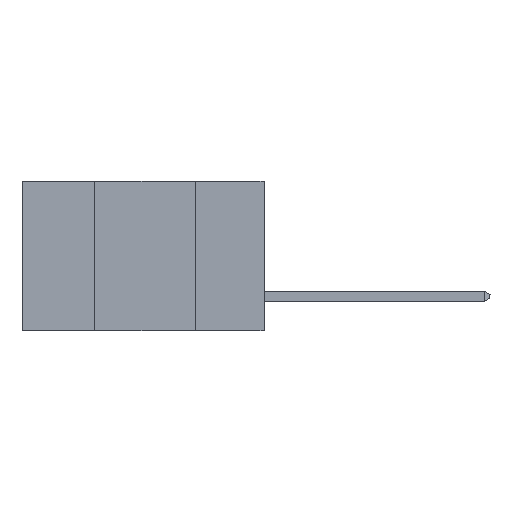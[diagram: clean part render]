
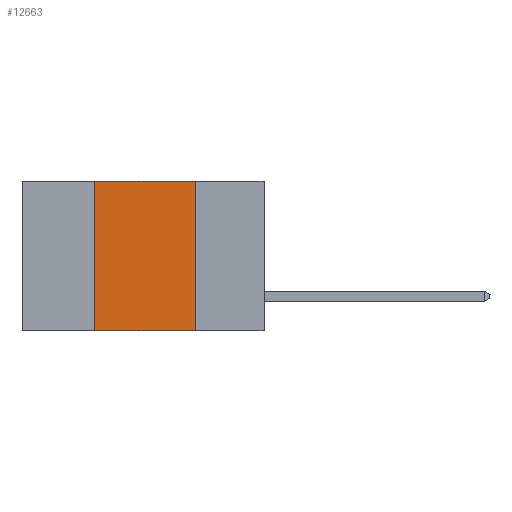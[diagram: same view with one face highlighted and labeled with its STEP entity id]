
A CAD part, left-side view. The second image highlights one B-rep face of the part: STEP entity #12663.
In plain terms, the highlighted planar face has unit normal (-1, 0, 0).
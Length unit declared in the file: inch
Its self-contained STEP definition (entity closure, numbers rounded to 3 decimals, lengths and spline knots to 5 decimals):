
#816 = LINE ( 'NONE', #20476, #3023 ) ;
#1507 = DIRECTION ( 'NONE',  ( 0., 0., -1. ) ) ;
#1832 = CARTESIAN_POINT ( 'NONE',  ( 0., 0.42, -0.37 ) ) ;
#2063 = VERTEX_POINT ( 'NONE', #1832 ) ;
#2494 = VECTOR ( 'NONE', #11168, 39.37008 ) ;
#3023 = VECTOR ( 'NONE', #10301, 39.37008 ) ;
#3132 = CARTESIAN_POINT ( 'NONE',  ( 0., 0.6, 0. ) ) ;
#4030 = DIRECTION ( 'NONE',  ( 0., 0., 1. ) ) ;
#4444 = CARTESIAN_POINT ( 'NONE',  ( 0., 0.17, -0.37 ) ) ;
#4553 = LINE ( 'NONE', #4444, #14032 ) ;
#4660 = ORIENTED_EDGE ( 'NONE', *, *, #15383, .T. ) ;
#4843 = DIRECTION ( 'NONE',  ( 1., 0., 0. ) ) ;
#7638 = CARTESIAN_POINT ( 'NONE',  ( 0., 0.17, 0. ) ) ;
#7656 = VERTEX_POINT ( 'NONE', #16269 ) ;
#8029 = ORIENTED_EDGE ( 'NONE', *, *, #10240, .F. ) ;
#9200 = EDGE_CURVE ( 'NONE', #2063, #7656, #12206, .T. ) ;
#9878 = LINE ( 'NONE', #13106, #2494 ) ;
#10240 = EDGE_CURVE ( 'NONE', #7656, #17971, #816, .T. ) ;
#10301 = DIRECTION ( 'NONE',  ( 0., -1., 0. ) ) ;
#10527 = ORIENTED_EDGE ( 'NONE', *, *, #9200, .F. ) ;
#10946 = EDGE_CURVE ( 'NONE', #17971, #13401, #4553, .T. ) ;
#11168 = DIRECTION ( 'NONE',  ( 0., -1., 0. ) ) ;
#11199 = PLANE ( 'NONE',  #12711 ) ;
#11299 = VECTOR ( 'NONE', #4030, 39.37008 ) ;
#12206 = LINE ( 'NONE', #18748, #11299 ) ;
#12663 = ADVANCED_FACE ( 'NONE', ( #16239 ), #11199, .F. ) ;
#12711 = AXIS2_PLACEMENT_3D ( 'NONE', #3132, #4843, #1507 ) ;
#13106 = CARTESIAN_POINT ( 'NONE',  ( 0., 0.6, -0.37 ) ) ;
#13401 = VERTEX_POINT ( 'NONE', #18954 ) ;
#14032 = VECTOR ( 'NONE', #17647, 39.37008 ) ;
#14974 = ORIENTED_EDGE ( 'NONE', *, *, #10946, .F. ) ;
#15383 = EDGE_CURVE ( 'NONE', #2063, #13401, #9878, .T. ) ;
#16239 = FACE_OUTER_BOUND ( 'NONE', #19166, .T. ) ;
#16269 = CARTESIAN_POINT ( 'NONE',  ( 0., 0.42, 0. ) ) ;
#17647 = DIRECTION ( 'NONE',  ( 0., 0., -1. ) ) ;
#17971 = VERTEX_POINT ( 'NONE', #7638 ) ;
#18748 = CARTESIAN_POINT ( 'NONE',  ( 0., 0.42, -0.37 ) ) ;
#18954 = CARTESIAN_POINT ( 'NONE',  ( 0., 0.17, -0.37 ) ) ;
#19166 = EDGE_LOOP ( 'NONE', ( #14974, #8029, #10527, #4660 ) ) ;
#20476 = CARTESIAN_POINT ( 'NONE',  ( 0., 0.6, 0. ) ) ;
